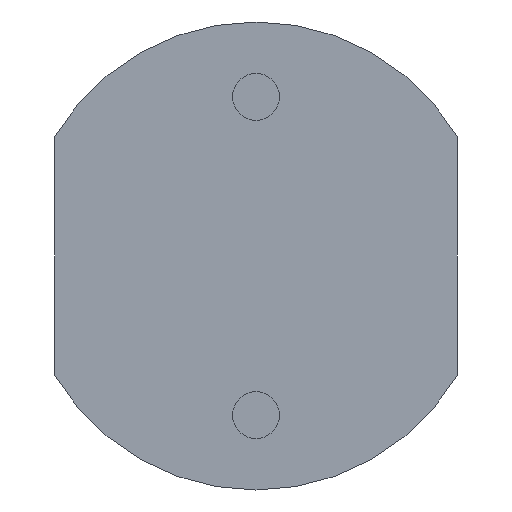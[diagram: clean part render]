
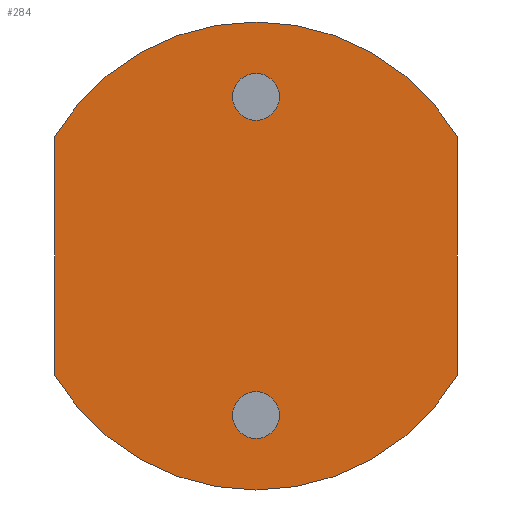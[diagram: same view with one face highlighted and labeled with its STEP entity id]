
A CAD part, front view. The second image highlights one B-rep face of the part: STEP entity #284.
In plain terms, the highlighted planar face has unit normal (0, -1, 0).
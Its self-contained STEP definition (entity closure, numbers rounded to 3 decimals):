
#29 = EDGE_CURVE ( 'NONE', #600, #1463, #327, .T. ) ;
#43 = LINE ( 'NONE', #1971, #1333 ) ;
#79 = AXIS2_PLACEMENT_3D ( 'NONE', #1327, #1659, #1491 ) ;
#126 = ORIENTED_EDGE ( 'NONE', *, *, #29, .F. ) ;
#178 = ORIENTED_EDGE ( 'NONE', *, *, #2108, .F. ) ;
#218 = LINE ( 'NONE', #1263, #985 ) ;
#249 = EDGE_CURVE ( 'NONE', #1290, #1872, #218, .T. ) ;
#284 = ADVANCED_FACE ( 'NONE', ( #774, #329, #1612 ), #2016, .F. ) ;
#327 = CIRCLE ( 'NONE', #419, 0.25 ) ;
#329 = FACE_BOUND ( 'NONE', #1913, .T. ) ;
#337 = DIRECTION ( 'NONE',  ( 0., 1., 0. ) ) ;
#419 = AXIS2_PLACEMENT_3D ( 'NONE', #1209, #1883, #695 ) ;
#432 = EDGE_CURVE ( 'NONE', #1463, #600, #1714, .T. ) ;
#447 = DIRECTION ( 'NONE',  ( 0., 1., 0. ) ) ;
#509 = CIRCLE ( 'NONE', #1955, 0.25 ) ;
#515 = CARTESIAN_POINT ( 'NONE',  ( -2.15, 0., 1.276 ) ) ;
#540 = VERTEX_POINT ( 'NONE', #712 ) ;
#566 = ORIENTED_EDGE ( 'NONE', *, *, #2162, .F. ) ;
#590 = ORIENTED_EDGE ( 'NONE', *, *, #2094, .F. ) ;
#600 = VERTEX_POINT ( 'NONE', #884 ) ;
#614 = DIRECTION ( 'NONE',  ( 0., 0., 1. ) ) ;
#675 = DIRECTION ( 'NONE',  ( 0., 0., 1. ) ) ;
#695 = DIRECTION ( 'NONE',  ( 0., 0., 1. ) ) ;
#712 = CARTESIAN_POINT ( 'NONE',  ( 0., 0., -2.5 ) ) ;
#726 = EDGE_LOOP ( 'NONE', ( #566, #178 ) ) ;
#774 = FACE_BOUND ( 'NONE', #726, .T. ) ;
#775 = CIRCLE ( 'NONE', #1291, 2.5 ) ;
#779 = DIRECTION ( 'NONE',  ( 0., 1., 0. ) ) ;
#792 = CARTESIAN_POINT ( 'NONE',  ( 2.15, 0., 1.276 ) ) ;
#810 = ORIENTED_EDGE ( 'NONE', *, *, #432, .F. ) ;
#811 = DIRECTION ( 'NONE',  ( 0., 0., 1. ) ) ;
#818 = CARTESIAN_POINT ( 'NONE',  ( 0., 0., 1.45 ) ) ;
#867 = AXIS2_PLACEMENT_3D ( 'NONE', #1399, #1376, #1542 ) ;
#884 = CARTESIAN_POINT ( 'NONE',  ( 0., 0., 1.95 ) ) ;
#959 = CARTESIAN_POINT ( 'NONE',  ( 0., 0., -1.45 ) ) ;
#961 = ORIENTED_EDGE ( 'NONE', *, *, #1756, .F. ) ;
#985 = VECTOR ( 'NONE', #1411, 1000. ) ;
#1113 = DIRECTION ( 'NONE',  ( 0., 0., 1. ) ) ;
#1132 = CARTESIAN_POINT ( 'NONE',  ( 0., 0., -1.95 ) ) ;
#1164 = ORIENTED_EDGE ( 'NONE', *, *, #249, .F. ) ;
#1209 = CARTESIAN_POINT ( 'NONE',  ( 0., 0., 1.7 ) ) ;
#1252 = EDGE_LOOP ( 'NONE', ( #1708, #1164, #590, #961, #1422 ) ) ;
#1263 = CARTESIAN_POINT ( 'NONE',  ( 2.15, 0., -1.276 ) ) ;
#1290 = VERTEX_POINT ( 'NONE', #792 ) ;
#1291 = AXIS2_PLACEMENT_3D ( 'NONE', #1346, #337, #675 ) ;
#1292 = DIRECTION ( 'NONE',  ( 0., -1., 0. ) ) ;
#1327 = CARTESIAN_POINT ( 'NONE',  ( 0., 0., -1.7 ) ) ;
#1333 = VECTOR ( 'NONE', #1113, 1000. ) ;
#1338 = VERTEX_POINT ( 'NONE', #1950 ) ;
#1343 = DIRECTION ( 'NONE',  ( 0., 1., 0. ) ) ;
#1346 = CARTESIAN_POINT ( 'NONE',  ( 0., 0., 0. ) ) ;
#1351 = EDGE_CURVE ( 'NONE', #540, #1338, #1440, .T. ) ;
#1376 = DIRECTION ( 'NONE',  ( 0., -1., 0. ) ) ;
#1399 = CARTESIAN_POINT ( 'NONE',  ( 0., 0., 1.7 ) ) ;
#1411 = DIRECTION ( 'NONE',  ( 0., 0., -1. ) ) ;
#1422 = ORIENTED_EDGE ( 'NONE', *, *, #1351, .F. ) ;
#1440 = CIRCLE ( 'NONE', #1781, 2.5 ) ;
#1463 = VERTEX_POINT ( 'NONE', #818 ) ;
#1491 = DIRECTION ( 'NONE',  ( 0., 0., 1. ) ) ;
#1527 = CIRCLE ( 'NONE', #79, 0.25 ) ;
#1529 = VERTEX_POINT ( 'NONE', #515 ) ;
#1542 = DIRECTION ( 'NONE',  ( 0., 0., 1. ) ) ;
#1581 = EDGE_CURVE ( 'NONE', #1872, #540, #775, .T. ) ;
#1612 = FACE_OUTER_BOUND ( 'NONE', #1252, .T. ) ;
#1659 = DIRECTION ( 'NONE',  ( 0., -1., 0. ) ) ;
#1690 = DIRECTION ( 'NONE',  ( 0., 0., 1. ) ) ;
#1708 = ORIENTED_EDGE ( 'NONE', *, *, #1581, .F. ) ;
#1714 = CIRCLE ( 'NONE', #867, 0.25 ) ;
#1726 = AXIS2_PLACEMENT_3D ( 'NONE', #1783, #779, #614 ) ;
#1756 = EDGE_CURVE ( 'NONE', #1338, #1529, #43, .T. ) ;
#1765 = AXIS2_PLACEMENT_3D ( 'NONE', #1839, #1343, #1690 ) ;
#1781 = AXIS2_PLACEMENT_3D ( 'NONE', #1789, #447, #1794 ) ;
#1783 = CARTESIAN_POINT ( 'NONE',  ( 0., 0., 0. ) ) ;
#1789 = CARTESIAN_POINT ( 'NONE',  ( 0., 0., 0. ) ) ;
#1794 = DIRECTION ( 'NONE',  ( 0., 0., 1. ) ) ;
#1815 = CARTESIAN_POINT ( 'NONE',  ( 0., 0., -1.7 ) ) ;
#1839 = CARTESIAN_POINT ( 'NONE',  ( 0., 0., 0. ) ) ;
#1872 = VERTEX_POINT ( 'NONE', #1906 ) ;
#1883 = DIRECTION ( 'NONE',  ( 0., -1., 0. ) ) ;
#1906 = CARTESIAN_POINT ( 'NONE',  ( 2.15, 0., -1.276 ) ) ;
#1913 = EDGE_LOOP ( 'NONE', ( #126, #810 ) ) ;
#1950 = CARTESIAN_POINT ( 'NONE',  ( -2.15, 0., -1.276 ) ) ;
#1955 = AXIS2_PLACEMENT_3D ( 'NONE', #1815, #1292, #811 ) ;
#1971 = CARTESIAN_POINT ( 'NONE',  ( -2.15, 0., -1.276 ) ) ;
#2016 = PLANE ( 'NONE',  #1765 ) ;
#2094 = EDGE_CURVE ( 'NONE', #1529, #1290, #2109, .T. ) ;
#2108 = EDGE_CURVE ( 'NONE', #2127, #2170, #509, .T. ) ;
#2109 = CIRCLE ( 'NONE', #1726, 2.5 ) ;
#2127 = VERTEX_POINT ( 'NONE', #1132 ) ;
#2162 = EDGE_CURVE ( 'NONE', #2170, #2127, #1527, .T. ) ;
#2170 = VERTEX_POINT ( 'NONE', #959 ) ;
